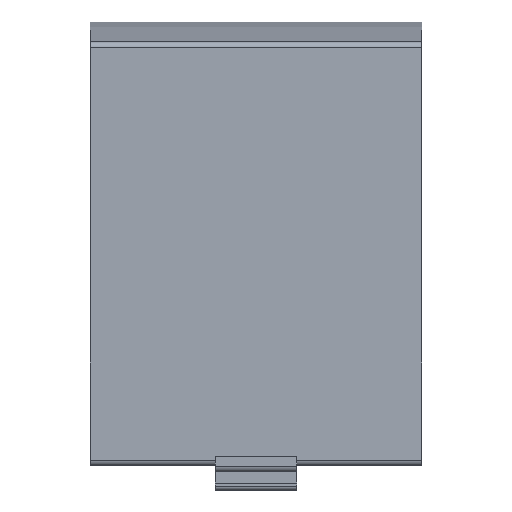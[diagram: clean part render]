
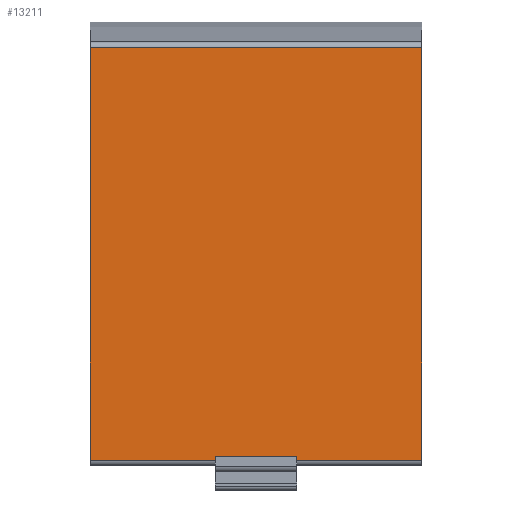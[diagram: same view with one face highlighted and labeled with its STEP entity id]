
A CAD part, front view. The second image highlights one B-rep face of the part: STEP entity #13211.
In plain terms, the highlighted planar face has unit normal (0, -1, 0).
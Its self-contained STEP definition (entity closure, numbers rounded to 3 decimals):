
#11256=CARTESIAN_POINT('',(0.,-62.25,111.927));
#11257=VERTEX_POINT('',#11256);
#11258=CARTESIAN_POINT('',(0.0,-62.25,1.008));
#11259=VERTEX_POINT('',#11258);
#11260=CARTESIAN_POINT('',(0.,-62.25,111.927));
#11261=DIRECTION('',(0.0,0.0,-1.0));
#11262=VECTOR('',#11261,110.919);
#11263=LINE('',#11260,#11262);
#11264=EDGE_CURVE('',#11257,#11259,#11263,.T.);
#13168=CARTESIAN_POINT('',(89.,-62.25,111.927));
#13169=VERTEX_POINT('',#13168);
#13170=CARTESIAN_POINT('',(89.,-62.25,111.927));
#13171=DIRECTION('',(-1.0,0.0,0.0));
#13172=VECTOR('',#13171,89.);
#13173=LINE('',#13170,#13172);
#13174=EDGE_CURVE('',#13169,#11257,#13173,.T.);
#13188=CARTESIAN_POINT('',(26.,-62.25,111.927));
#13189=DIRECTION('',(0.0,-1.0,0.0));
#13190=DIRECTION('',(1.0,0.0,0.0));
#13191=AXIS2_PLACEMENT_3D('',#13188,#13189,#13190);
#13192=PLANE('',#13191);
#13193=CARTESIAN_POINT('',(89.,-62.25,1.008));
#13194=VERTEX_POINT('',#13193);
#13195=CARTESIAN_POINT('',(89.,-62.25,1.008));
#13196=DIRECTION('',(-1.0,0.0,0.0));
#13197=VECTOR('',#13196,89.);
#13198=LINE('',#13195,#13197);
#13199=EDGE_CURVE('',#13194,#11259,#13198,.T.);
#13200=ORIENTED_EDGE('',*,*,#13199,.F.);
#13201=CARTESIAN_POINT('',(89.,-62.25,1.008));
#13202=DIRECTION('',(0.0,0.0,1.0));
#13203=VECTOR('',#13202,110.919);
#13204=LINE('',#13201,#13203);
#13205=EDGE_CURVE('',#13194,#13169,#13204,.T.);
#13206=ORIENTED_EDGE('',*,*,#13205,.T.);
#13207=ORIENTED_EDGE('',*,*,#13174,.T.);
#13208=ORIENTED_EDGE('',*,*,#11264,.T.);
#13209=EDGE_LOOP('',(#13200,#13206,#13207,#13208));
#13210=FACE_OUTER_BOUND('',#13209,.T.);
#13211=ADVANCED_FACE('',(#13210),#13192,.T.);
